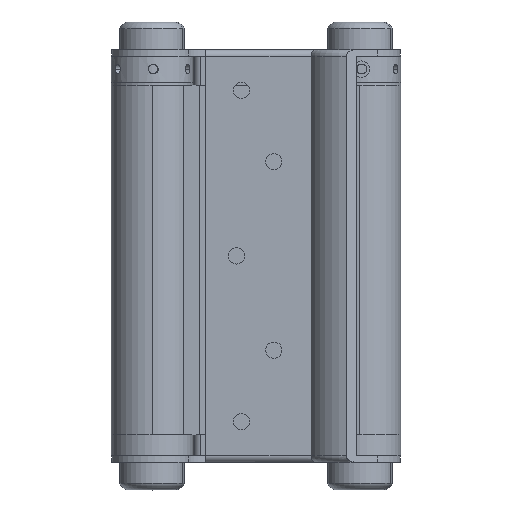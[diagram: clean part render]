
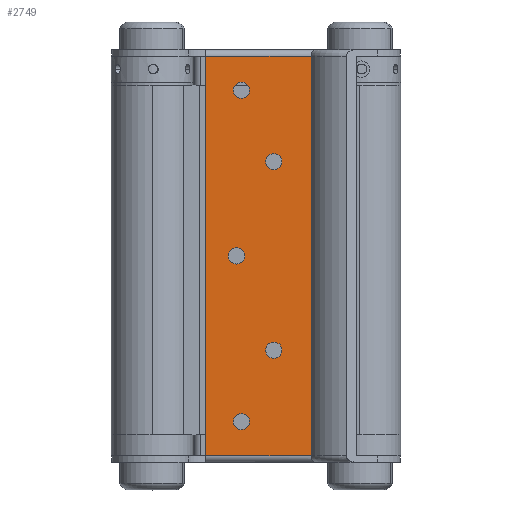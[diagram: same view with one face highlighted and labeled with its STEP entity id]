
A CAD part, top view. The second image highlights one B-rep face of the part: STEP entity #2749.
In plain terms, the highlighted face is planar.
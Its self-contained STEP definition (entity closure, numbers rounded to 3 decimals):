
#254 = CARTESIAN_POINT ( 'NONE',  ( 26.5, 26.5, -6.5 ) ) ;
#255 = CARTESIAN_POINT ( 'NONE',  ( 26.5, 31.5, -6.5 ) ) ;
#256 = DIRECTION ( 'NONE',  ( 0., 1., 0. ) ) ;
#257 = DIRECTION ( 'NONE',  ( 0., 0., -1. ) ) ;
#258 = CARTESIAN_POINT ( 'NONE',  ( 26.5, 29., -6.5 ) ) ;
#259 = AXIS2_PLACEMENT_3D ( 'NONE', #258, #257, #256 ) ;
#264 = CIRCLE ( 'NONE', #259, 2.5 ) ;
#317 = CARTESIAN_POINT ( 'NONE',  ( 34., 51., -6.5 ) ) ;
#318 = CARTESIAN_POINT ( 'NONE',  ( 39., 51., -6.5 ) ) ;
#319 = DIRECTION ( 'NONE',  ( 1., 0., 0. ) ) ;
#320 = DIRECTION ( 'NONE',  ( 0., 0., -1. ) ) ;
#321 = AXIS2_PLACEMENT_3D ( 'NONE', #327, #320, #319 ) ;
#322 = CIRCLE ( 'NONE', #321, 2.5 ) ;
#327 = CARTESIAN_POINT ( 'NONE',  ( 36.5, 51., -6.5 ) ) ;
#339 = CARTESIAN_POINT ( 'NONE',  ( 26.5, -31.5, -6.5 ) ) ;
#340 = CARTESIAN_POINT ( 'NONE',  ( 26.5, -26.5, -6.5 ) ) ;
#362 = CARTESIAN_POINT ( 'NONE',  ( 39., -51., -6.5 ) ) ;
#363 = DIRECTION ( 'NONE',  ( 1., 0., 0. ) ) ;
#364 = DIRECTION ( 'NONE',  ( 0., 0., 1. ) ) ;
#365 = CARTESIAN_POINT ( 'NONE',  ( 36.5, -51., -6.5 ) ) ;
#366 = AXIS2_PLACEMENT_3D ( 'NONE', #365, #364, #363 ) ;
#367 = CIRCLE ( 'NONE', #366, 2.5 ) ;
#368 = DIRECTION ( 'NONE',  ( -1., 0., 0. ) ) ;
#369 = VECTOR ( 'NONE', #368, 1000. ) ;
#370 = CARTESIAN_POINT ( 'NONE',  ( 15., -61.5, -6.5 ) ) ;
#371 = LINE ( 'NONE', #370, #369 ) ;
#372 = CARTESIAN_POINT ( 'NONE',  ( 47.5, -61.5, -6.5 ) ) ;
#373 = CARTESIAN_POINT ( 'NONE',  ( 47.5, 61.5, -6.5 ) ) ;
#374 = DIRECTION ( 'NONE',  ( 0., -1., 0. ) ) ;
#375 = VECTOR ( 'NONE', #374, 1000. ) ;
#376 = CARTESIAN_POINT ( 'NONE',  ( 47.5, 63.5, -6.5 ) ) ;
#377 = LINE ( 'NONE', #376, #375 ) ;
#378 = DIRECTION ( 'NONE',  ( 1., 0., 0. ) ) ;
#379 = DIRECTION ( 'NONE',  ( 0., 0., 1. ) ) ;
#380 = AXIS2_PLACEMENT_3D ( 'NONE', #386, #379, #378 ) ;
#381 = CIRCLE ( 'NONE', #380, 2.5 ) ;
#386 = CARTESIAN_POINT ( 'NONE',  ( 38., 0., -6.5 ) ) ;
#400 = CIRCLE ( 'NONE', #464, 2.5 ) ;
#406 = CARTESIAN_POINT ( 'NONE',  ( 34., -51., -6.5 ) ) ;
#423 = CARTESIAN_POINT ( 'NONE',  ( 40.5, 0., -6.5 ) ) ;
#424 = DIRECTION ( 'NONE',  ( 1., 0., 0. ) ) ;
#425 = DIRECTION ( 'NONE',  ( 0., 0., 1. ) ) ;
#426 = CARTESIAN_POINT ( 'NONE',  ( 38., 0., -6.5 ) ) ;
#427 = AXIS2_PLACEMENT_3D ( 'NONE', #426, #425, #424 ) ;
#428 = CIRCLE ( 'NONE', #427, 2.5 ) ;
#429 = CARTESIAN_POINT ( 'NONE',  ( 15., 61.5, -6.5 ) ) ;
#430 = CARTESIAN_POINT ( 'NONE',  ( 15., -61.5, -6.5 ) ) ;
#432 = DIRECTION ( 'NONE',  ( 1., 0., 0. ) ) ;
#433 = DIRECTION ( 'NONE',  ( 0., 0., -1. ) ) ;
#434 = CARTESIAN_POINT ( 'NONE',  ( 36.5, 51., -6.5 ) ) ;
#435 = AXIS2_PLACEMENT_3D ( 'NONE', #434, #433, #432 ) ;
#436 = CIRCLE ( 'NONE', #435, 2.5 ) ;
#437 = DIRECTION ( 'NONE',  ( 1., 0., 0. ) ) ;
#438 = DIRECTION ( 'NONE',  ( 0., 0., 1. ) ) ;
#439 = CARTESIAN_POINT ( 'NONE',  ( 15., 63.5, -6.5 ) ) ;
#440 = AXIS2_PLACEMENT_3D ( 'NONE', #439, #438, #437 ) ;
#441 = PLANE ( 'NONE',  #440 ) ;
#442 = FACE_BOUND ( 'NONE', #2531, .T. ) ;
#443 = FACE_BOUND ( 'NONE', #2771, .T. ) ;
#444 = FACE_BOUND ( 'NONE', #2767, .T. ) ;
#445 = FACE_OUTER_BOUND ( 'NONE', #2717, .T. ) ;
#446 = FACE_BOUND ( 'NONE', #2797, .T. ) ;
#447 = FACE_BOUND ( 'NONE', #2750, .T. ) ;
#448 = CARTESIAN_POINT ( 'NONE',  ( 35.5, 0., -6.5 ) ) ;
#455 = DIRECTION ( 'NONE',  ( 0., -1., 0. ) ) ;
#456 = DIRECTION ( 'NONE',  ( 0., 0., 1. ) ) ;
#457 = CARTESIAN_POINT ( 'NONE',  ( 26.5, -29., -6.5 ) ) ;
#458 = AXIS2_PLACEMENT_3D ( 'NONE', #457, #456, #455 ) ;
#459 = CIRCLE ( 'NONE', #458, 2.5 ) ;
#461 = DIRECTION ( 'NONE',  ( 0., -1., 0. ) ) ;
#462 = DIRECTION ( 'NONE',  ( 0., 0., 1. ) ) ;
#463 = CARTESIAN_POINT ( 'NONE',  ( 26.5, -29., -6.5 ) ) ;
#464 = AXIS2_PLACEMENT_3D ( 'NONE', #463, #462, #461 ) ;
#467 = DIRECTION ( 'NONE',  ( 1., 0., 0. ) ) ;
#468 = DIRECTION ( 'NONE',  ( 0., 0., 1. ) ) ;
#469 = CARTESIAN_POINT ( 'NONE',  ( 36.5, -51., -6.5 ) ) ;
#470 = AXIS2_PLACEMENT_3D ( 'NONE', #469, #468, #467 ) ;
#471 = CIRCLE ( 'NONE', #470, 2.5 ) ;
#472 = DIRECTION ( 'NONE',  ( 1., 0., 0. ) ) ;
#473 = VECTOR ( 'NONE', #472, 1000. ) ;
#474 = CARTESIAN_POINT ( 'NONE',  ( 15., 61.5, -6.5 ) ) ;
#475 = LINE ( 'NONE', #474, #473 ) ;
#476 = DIRECTION ( 'NONE',  ( 0., -1., 0. ) ) ;
#477 = VECTOR ( 'NONE', #476, 1000. ) ;
#478 = CARTESIAN_POINT ( 'NONE',  ( 15., 63.5, -6.5 ) ) ;
#479 = LINE ( 'NONE', #478, #477 ) ;
#1948 = ORIENTED_EDGE ( 'NONE', *, *, #1949, .F. ) ;
#1949 = EDGE_CURVE ( 'NONE', #2642, #2641, #3697, .T. ) ;
#2531 = EDGE_LOOP ( 'NONE', ( #2763, #1948 ) ) ;
#2535 = ORIENTED_EDGE ( 'NONE', *, *, #2745, .T. ) ;
#2640 = EDGE_CURVE ( 'NONE', #2641, #2642, #264, .T. ) ;
#2641 = VERTEX_POINT ( 'NONE', #255 ) ;
#2642 = VERTEX_POINT ( 'NONE', #254 ) ;
#2668 = EDGE_CURVE ( 'NONE', #2669, #2670, #322, .T. ) ;
#2669 = VERTEX_POINT ( 'NONE', #318 ) ;
#2670 = VERTEX_POINT ( 'NONE', #317 ) ;
#2679 = EDGE_CURVE ( 'NONE', #2739, #2680, #367, .T. ) ;
#2680 = VERTEX_POINT ( 'NONE', #362 ) ;
#2691 = VERTEX_POINT ( 'NONE', #340 ) ;
#2692 = VERTEX_POINT ( 'NONE', #339 ) ;
#2715 = EDGE_CURVE ( 'NONE', #2728, #2748, #381, .T. ) ;
#2716 = ORIENTED_EDGE ( 'NONE', *, *, #2727, .T. ) ;
#2717 = EDGE_LOOP ( 'NONE', ( #2718, #2722, #2725, #2765 ) ) ;
#2718 = ORIENTED_EDGE ( 'NONE', *, *, #2719, .T. ) ;
#2719 = EDGE_CURVE ( 'NONE', #2720, #2721, #377, .T. ) ;
#2720 = VERTEX_POINT ( 'NONE', #373 ) ;
#2721 = VERTEX_POINT ( 'NONE', #372 ) ;
#2722 = ORIENTED_EDGE ( 'NONE', *, *, #2723, .T. ) ;
#2723 = EDGE_CURVE ( 'NONE', #2721, #2724, #371, .T. ) ;
#2724 = VERTEX_POINT ( 'NONE', #430 ) ;
#2725 = ORIENTED_EDGE ( 'NONE', *, *, #2764, .F. ) ;
#2726 = VERTEX_POINT ( 'NONE', #429 ) ;
#2727 = EDGE_CURVE ( 'NONE', #2748, #2728, #428, .T. ) ;
#2728 = VERTEX_POINT ( 'NONE', #423 ) ;
#2739 = VERTEX_POINT ( 'NONE', #406 ) ;
#2740 = ORIENTED_EDGE ( 'NONE', *, *, #2741, .T. ) ;
#2741 = EDGE_CURVE ( 'NONE', #2692, #2691, #400, .T. ) ;
#2745 = EDGE_CURVE ( 'NONE', #2691, #2692, #459, .T. ) ;
#2748 = VERTEX_POINT ( 'NONE', #448 ) ;
#2749 = ADVANCED_FACE ( 'NONE', ( #447, #446, #445, #444, #443, #442 ), #441, .F. ) ;
#2750 = EDGE_LOOP ( 'NONE', ( #2751, #2752 ) ) ;
#2751 = ORIENTED_EDGE ( 'NONE', *, *, #2668, .F. ) ;
#2752 = ORIENTED_EDGE ( 'NONE', *, *, #2753, .F. ) ;
#2753 = EDGE_CURVE ( 'NONE', #2670, #2669, #436, .T. ) ;
#2763 = ORIENTED_EDGE ( 'NONE', *, *, #2640, .F. ) ;
#2764 = EDGE_CURVE ( 'NONE', #2726, #2724, #479, .T. ) ;
#2765 = ORIENTED_EDGE ( 'NONE', *, *, #2766, .T. ) ;
#2766 = EDGE_CURVE ( 'NONE', #2726, #2720, #475, .T. ) ;
#2767 = EDGE_LOOP ( 'NONE', ( #2768, #2770 ) ) ;
#2768 = ORIENTED_EDGE ( 'NONE', *, *, #2769, .T. ) ;
#2769 = EDGE_CURVE ( 'NONE', #2680, #2739, #471, .T. ) ;
#2770 = ORIENTED_EDGE ( 'NONE', *, *, #2679, .T. ) ;
#2771 = EDGE_LOOP ( 'NONE', ( #2740, #2535 ) ) ;
#2797 = EDGE_LOOP ( 'NONE', ( #2798, #2716 ) ) ;
#2798 = ORIENTED_EDGE ( 'NONE', *, *, #2715, .T. ) ;
#3694 = DIRECTION ( 'NONE',  ( 0., 1., 0. ) ) ;
#3695 = DIRECTION ( 'NONE',  ( 0., 0., -1. ) ) ;
#3696 = AXIS2_PLACEMENT_3D ( 'NONE', #3699, #3695, #3694 ) ;
#3697 = CIRCLE ( 'NONE', #3696, 2.5 ) ;
#3699 = CARTESIAN_POINT ( 'NONE',  ( 26.5, 29., -6.5 ) ) ;
